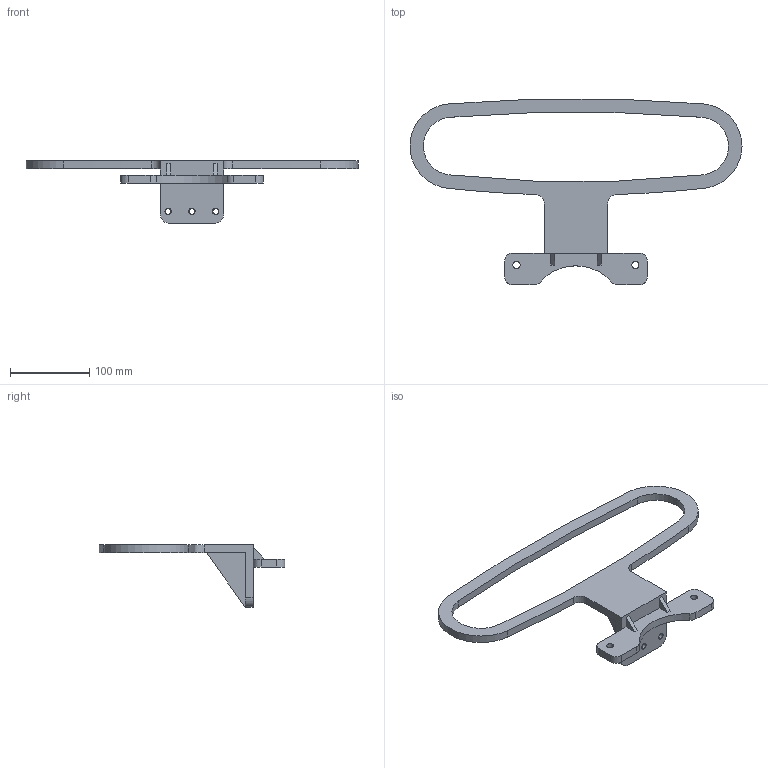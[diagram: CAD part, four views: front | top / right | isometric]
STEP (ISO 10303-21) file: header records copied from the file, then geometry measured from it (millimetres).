
FILE_DESCRIPTION (( 'STEP AP203' ), '1' );
FILE_NAME ('MS001-B.04.014JS.1.1推手加强金属件.step', '2021-08-27T10:52:15', ( 'Windows User' ), ( 'P R C' ), 'SwSTEP 2.0', 'SolidWorks 2016', '' );
FILE_SCHEMA (( 'CONFIG_CONTROL_DESIGN' ));
Length unit declared in the file: millimetre
Products named in the file (1): MS001-B.04.014JS.1.1推手加强金属件
Bounding box: 418.85 x 234.26 x 79 mm (x, y, z)
Volume: 338552.3 mm3; surface area: 95672.2 mm2
Topology: 1 solids, 1 shells, 68 faces, 184 edges, 118 vertices
Faces by surface type: cylinder 32, plane 30, cone 6
Entity records: 2247 total; most frequent: DIRECTION 392, CARTESIAN_POINT 371, ORIENTED_EDGE 368, EDGE_CURVE 184, AXIS2_PLACEMENT_3D 139, VERTEX_POINT 118, VECTOR 114, LINE 114
